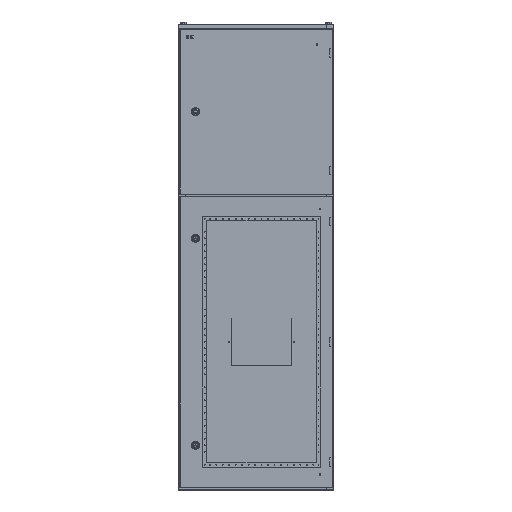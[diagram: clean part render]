
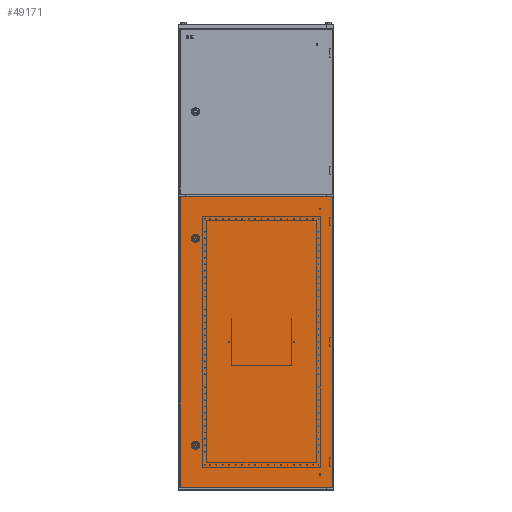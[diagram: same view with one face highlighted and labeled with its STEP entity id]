
A CAD part, top view. The second image highlights one B-rep face of the part: STEP entity #49171.
In plain terms, the highlighted planar face has unit normal (0, 0, 1).
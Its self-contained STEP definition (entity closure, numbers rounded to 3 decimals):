
#1403 = CARTESIAN_POINT ( 'NONE',  ( 0., -563.5, 0. ) ) ;
#6928 = CARTESIAN_POINT ( 'NONE',  ( 58.5, 400., 0. ) ) ;
#10259 = EDGE_CURVE ( 'NONE', #83694, #39516, #36818, .T. ) ;
#10644 = DIRECTION ( 'NONE',  ( 1., 0., 0. ) ) ;
#11875 = ORIENTED_EDGE ( 'NONE', *, *, #56000, .F. ) ;
#12498 = CARTESIAN_POINT ( 'NONE',  ( 0., 563.5, 0. ) ) ;
#13167 = EDGE_CURVE ( 'NONE', #58185, #80323, #43783, .T. ) ;
#13503 = ORIENTED_EDGE ( 'NONE', *, *, #10259, .T. ) ;
#14950 = VECTOR ( 'NONE', #29509, 1000. ) ;
#21192 = CARTESIAN_POINT ( 'NONE',  ( 58.5, -400., 0. ) ) ;
#22001 = AXIS2_PLACEMENT_3D ( 'NONE', #32202, #74374, #49207 ) ;
#26793 = EDGE_CURVE ( 'NONE', #90867, #83694, #107002, .T. ) ;
#27306 = PLANE ( 'NONE',  #83130 ) ;
#28450 = CARTESIAN_POINT ( 'NONE',  ( 590.5, 563.5, 0. ) ) ;
#29509 = DIRECTION ( 'NONE',  ( -1., 0., 0. ) ) ;
#32202 = CARTESIAN_POINT ( 'NONE',  ( 60., -400., 0. ) ) ;
#34718 = CARTESIAN_POINT ( 'NONE',  ( 60., 400., 0. ) ) ;
#34780 = LINE ( 'NONE', #12498, #14950 ) ;
#34948 = CARTESIAN_POINT ( 'NONE',  ( 0., 563.5, 0. ) ) ;
#35558 = EDGE_LOOP ( 'NONE', ( #97721, #84541, #13503, #83814 ) ) ;
#36818 = LINE ( 'NONE', #28450, #68511 ) ;
#37375 = ORIENTED_EDGE ( 'NONE', *, *, #75251, .F. ) ;
#37522 = EDGE_LOOP ( 'NONE', ( #37375, #66178 ) ) ;
#39516 = VERTEX_POINT ( 'NONE', #50545 ) ;
#42642 = CARTESIAN_POINT ( 'NONE',  ( 60., -400., 0. ) ) ;
#43783 = CIRCLE ( 'NONE', #55847, 1.5 ) ;
#43796 = DIRECTION ( 'NONE',  ( 0., -1., 0. ) ) ;
#44408 = FACE_BOUND ( 'NONE', #67002, .T. ) ;
#45701 = CARTESIAN_POINT ( 'NONE',  ( 590.5, -563.5, 0. ) ) ;
#45782 = FACE_OUTER_BOUND ( 'NONE', #35558, .T. ) ;
#48154 = EDGE_CURVE ( 'NONE', #54096, #90867, #51181, .T. ) ;
#49171 = ADVANCED_FACE ( 'NONE', ( #44408, #74859, #45782 ), #27306, .T. ) ;
#49207 = DIRECTION ( 'NONE',  ( -1., 0., 0. ) ) ;
#50545 = CARTESIAN_POINT ( 'NONE',  ( 590.5, 563.5, 0. ) ) ;
#51181 = LINE ( 'NONE', #34948, #89656 ) ;
#52911 = CIRCLE ( 'NONE', #66511, 1.5 ) ;
#53119 = CARTESIAN_POINT ( 'NONE',  ( 0., -563.5, 0. ) ) ;
#54096 = VERTEX_POINT ( 'NONE', #55646 ) ;
#55646 = CARTESIAN_POINT ( 'NONE',  ( 0., 563.5, 0. ) ) ;
#55847 = AXIS2_PLACEMENT_3D ( 'NONE', #34718, #85057, #68715 ) ;
#56000 = EDGE_CURVE ( 'NONE', #69564, #91581, #52911, .T. ) ;
#57643 = EDGE_CURVE ( 'NONE', #91581, #69564, #109586, .T. ) ;
#58185 = VERTEX_POINT ( 'NONE', #6928 ) ;
#60182 = DIRECTION ( 'NONE',  ( 1., 0., 0. ) ) ;
#66178 = ORIENTED_EDGE ( 'NONE', *, *, #13167, .F. ) ;
#66182 = AXIS2_PLACEMENT_3D ( 'NONE', #80183, #97245, #89079 ) ;
#66511 = AXIS2_PLACEMENT_3D ( 'NONE', #42642, #75949, #92990 ) ;
#67002 = EDGE_LOOP ( 'NONE', ( #11875, #90691 ) ) ;
#68511 = VECTOR ( 'NONE', #105093, 1000. ) ;
#68715 = DIRECTION ( 'NONE',  ( 1., 0., 0. ) ) ;
#69564 = VERTEX_POINT ( 'NONE', #84141 ) ;
#73280 = EDGE_CURVE ( 'NONE', #39516, #54096, #34780, .T. ) ;
#74374 = DIRECTION ( 'NONE',  ( 0., 0., 1. ) ) ;
#74859 = FACE_BOUND ( 'NONE', #37522, .T. ) ;
#75251 = EDGE_CURVE ( 'NONE', #80323, #58185, #101116, .T. ) ;
#75949 = DIRECTION ( 'NONE',  ( 0., 0., 1. ) ) ;
#77615 = CARTESIAN_POINT ( 'NONE',  ( 0., 0., 0. ) ) ;
#80183 = CARTESIAN_POINT ( 'NONE',  ( 60., 400., 0. ) ) ;
#80323 = VERTEX_POINT ( 'NONE', #95167 ) ;
#83130 = AXIS2_PLACEMENT_3D ( 'NONE', #77615, #86527, #60182 ) ;
#83694 = VERTEX_POINT ( 'NONE', #45701 ) ;
#83814 = ORIENTED_EDGE ( 'NONE', *, *, #73280, .T. ) ;
#84141 = CARTESIAN_POINT ( 'NONE',  ( 61.5, -400., 0. ) ) ;
#84541 = ORIENTED_EDGE ( 'NONE', *, *, #26793, .T. ) ;
#85057 = DIRECTION ( 'NONE',  ( 0., 0., 1. ) ) ;
#86527 = DIRECTION ( 'NONE',  ( 0., 0., 1. ) ) ;
#89079 = DIRECTION ( 'NONE',  ( 1., 0., 0. ) ) ;
#89656 = VECTOR ( 'NONE', #43796, 1000. ) ;
#90691 = ORIENTED_EDGE ( 'NONE', *, *, #57643, .F. ) ;
#90867 = VERTEX_POINT ( 'NONE', #1403 ) ;
#91581 = VERTEX_POINT ( 'NONE', #21192 ) ;
#92990 = DIRECTION ( 'NONE',  ( -1., 0., 0. ) ) ;
#95167 = CARTESIAN_POINT ( 'NONE',  ( 61.5, 400., 0. ) ) ;
#97245 = DIRECTION ( 'NONE',  ( 0., 0., 1. ) ) ;
#97721 = ORIENTED_EDGE ( 'NONE', *, *, #48154, .T. ) ;
#101116 = CIRCLE ( 'NONE', #66182, 1.5 ) ;
#104327 = VECTOR ( 'NONE', #10644, 1000. ) ;
#105093 = DIRECTION ( 'NONE',  ( 0., 1., 0. ) ) ;
#107002 = LINE ( 'NONE', #53119, #104327 ) ;
#109586 = CIRCLE ( 'NONE', #22001, 1.5 ) ;
